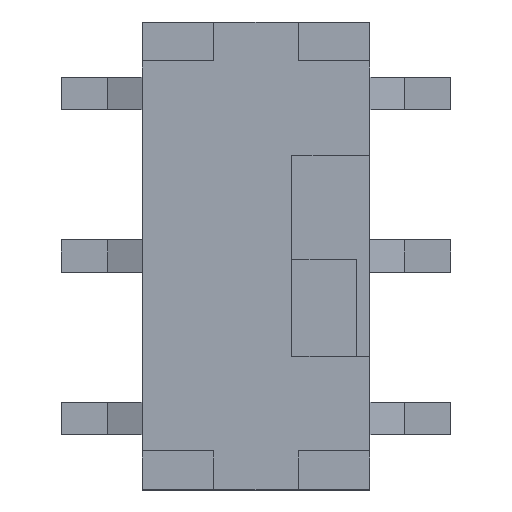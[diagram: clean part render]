
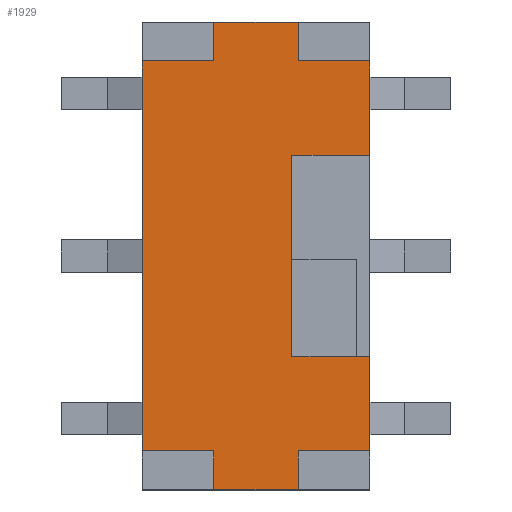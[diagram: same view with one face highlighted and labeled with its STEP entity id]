
A CAD part, top view. The second image highlights one B-rep face of the part: STEP entity #1929.
In plain terms, the highlighted planar face has unit normal (0, 0, 1).
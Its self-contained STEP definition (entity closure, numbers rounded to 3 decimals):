
#1893 = EDGE_CURVE('',#1894,#1896,#1898,.T.);
#1894 = VERTEX_POINT('',#1895);
#1895 = CARTESIAN_POINT('',(3.3,-6.1,1.5));
#1896 = VERTEX_POINT('',#1897);
#1897 = CARTESIAN_POINT('',(2.,-6.1,1.5));
#1898 = LINE('',#1899,#1900);
#1899 = CARTESIAN_POINT('',(4.4,-6.1,1.5));
#1900 = VECTOR('',#1901,1.);
#1901 = DIRECTION('',(-1.,0.,0.));
#1929 = ADVANCED_FACE('',(#1930),#2051,.T.);
#1930 = FACE_BOUND('',#1931,.T.);
#1931 = EDGE_LOOP('',(#1932,#1942,#1950,#1956,#1957,#1965,#1973,#1981,
    #1989,#1997,#2005,#2013,#2021,#2029,#2037,#2045));
#1932 = ORIENTED_EDGE('',*,*,#1933,.F.);
#1933 = EDGE_CURVE('',#1934,#1936,#1938,.T.);
#1934 = VERTEX_POINT('',#1935);
#1935 = CARTESIAN_POINT('',(0.9,-5.5,1.5));
#1936 = VERTEX_POINT('',#1937);
#1937 = CARTESIAN_POINT('',(0.9,0.5,1.5));
#1938 = LINE('',#1939,#1940);
#1939 = CARTESIAN_POINT('',(0.9,-6.1,1.5));
#1940 = VECTOR('',#1941,1.);
#1941 = DIRECTION('',(0.,1.,0.));
#1942 = ORIENTED_EDGE('',*,*,#1943,.F.);
#1943 = EDGE_CURVE('',#1944,#1934,#1946,.T.);
#1944 = VERTEX_POINT('',#1945);
#1945 = CARTESIAN_POINT('',(2.,-5.5,1.5));
#1946 = LINE('',#1947,#1948);
#1947 = CARTESIAN_POINT('',(2.,-5.5,1.5));
#1948 = VECTOR('',#1949,1.);
#1949 = DIRECTION('',(-1.,0.,0.));
#1950 = ORIENTED_EDGE('',*,*,#1951,.F.);
#1951 = EDGE_CURVE('',#1896,#1944,#1952,.T.);
#1952 = LINE('',#1953,#1954);
#1953 = CARTESIAN_POINT('',(2.,-6.1,1.5));
#1954 = VECTOR('',#1955,1.);
#1955 = DIRECTION('',(0.,1.,0.));
#1956 = ORIENTED_EDGE('',*,*,#1893,.F.);
#1957 = ORIENTED_EDGE('',*,*,#1958,.T.);
#1958 = EDGE_CURVE('',#1894,#1959,#1961,.T.);
#1959 = VERTEX_POINT('',#1960);
#1960 = CARTESIAN_POINT('',(3.3,-5.5,1.5));
#1961 = LINE('',#1962,#1963);
#1962 = CARTESIAN_POINT('',(3.3,-6.1,1.5));
#1963 = VECTOR('',#1964,1.);
#1964 = DIRECTION('',(0.,1.,0.));
#1965 = ORIENTED_EDGE('',*,*,#1966,.F.);
#1966 = EDGE_CURVE('',#1967,#1959,#1969,.T.);
#1967 = VERTEX_POINT('',#1968);
#1968 = CARTESIAN_POINT('',(4.4,-5.5,1.5));
#1969 = LINE('',#1970,#1971);
#1970 = CARTESIAN_POINT('',(4.4,-5.5,1.5));
#1971 = VECTOR('',#1972,1.);
#1972 = DIRECTION('',(-1.,0.,0.));
#1973 = ORIENTED_EDGE('',*,*,#1974,.T.);
#1974 = EDGE_CURVE('',#1967,#1975,#1977,.T.);
#1975 = VERTEX_POINT('',#1976);
#1976 = CARTESIAN_POINT('',(4.4,-4.05,1.5));
#1977 = LINE('',#1978,#1979);
#1978 = CARTESIAN_POINT('',(4.4,-6.1,1.5));
#1979 = VECTOR('',#1980,1.);
#1980 = DIRECTION('',(0.,1.,0.));
#1981 = ORIENTED_EDGE('',*,*,#1982,.T.);
#1982 = EDGE_CURVE('',#1975,#1983,#1985,.T.);
#1983 = VERTEX_POINT('',#1984);
#1984 = CARTESIAN_POINT('',(3.2,-4.05,1.5));
#1985 = LINE('',#1986,#1987);
#1986 = CARTESIAN_POINT('',(4.4,-4.05,1.5));
#1987 = VECTOR('',#1988,1.);
#1988 = DIRECTION('',(-1.,0.,0.));
#1989 = ORIENTED_EDGE('',*,*,#1990,.T.);
#1990 = EDGE_CURVE('',#1983,#1991,#1993,.T.);
#1991 = VERTEX_POINT('',#1992);
#1992 = CARTESIAN_POINT('',(3.2,-0.95,1.5));
#1993 = LINE('',#1994,#1995);
#1994 = CARTESIAN_POINT('',(3.2,-4.05,1.5));
#1995 = VECTOR('',#1996,1.);
#1996 = DIRECTION('',(0.,1.,0.));
#1997 = ORIENTED_EDGE('',*,*,#1998,.F.);
#1998 = EDGE_CURVE('',#1999,#1991,#2001,.T.);
#1999 = VERTEX_POINT('',#2000);
#2000 = CARTESIAN_POINT('',(4.4,-0.95,1.5));
#2001 = LINE('',#2002,#2003);
#2002 = CARTESIAN_POINT('',(4.4,-0.95,1.5));
#2003 = VECTOR('',#2004,1.);
#2004 = DIRECTION('',(-1.,0.,0.));
#2005 = ORIENTED_EDGE('',*,*,#2006,.T.);
#2006 = EDGE_CURVE('',#1999,#2007,#2009,.T.);
#2007 = VERTEX_POINT('',#2008);
#2008 = CARTESIAN_POINT('',(4.4,0.5,1.5));
#2009 = LINE('',#2010,#2011);
#2010 = CARTESIAN_POINT('',(4.4,-6.1,1.5));
#2011 = VECTOR('',#2012,1.);
#2012 = DIRECTION('',(0.,1.,0.));
#2013 = ORIENTED_EDGE('',*,*,#2014,.T.);
#2014 = EDGE_CURVE('',#2007,#2015,#2017,.T.);
#2015 = VERTEX_POINT('',#2016);
#2016 = CARTESIAN_POINT('',(3.3,0.5,1.5));
#2017 = LINE('',#2018,#2019);
#2018 = CARTESIAN_POINT('',(4.4,0.5,1.5));
#2019 = VECTOR('',#2020,1.);
#2020 = DIRECTION('',(-1.,0.,0.));
#2021 = ORIENTED_EDGE('',*,*,#2022,.T.);
#2022 = EDGE_CURVE('',#2015,#2023,#2025,.T.);
#2023 = VERTEX_POINT('',#2024);
#2024 = CARTESIAN_POINT('',(3.3,1.1,1.5));
#2025 = LINE('',#2026,#2027);
#2026 = CARTESIAN_POINT('',(3.3,0.5,1.5));
#2027 = VECTOR('',#2028,1.);
#2028 = DIRECTION('',(0.,1.,0.));
#2029 = ORIENTED_EDGE('',*,*,#2030,.T.);
#2030 = EDGE_CURVE('',#2023,#2031,#2033,.T.);
#2031 = VERTEX_POINT('',#2032);
#2032 = CARTESIAN_POINT('',(2.,1.1,1.5));
#2033 = LINE('',#2034,#2035);
#2034 = CARTESIAN_POINT('',(4.4,1.1,1.5));
#2035 = VECTOR('',#2036,1.);
#2036 = DIRECTION('',(-1.,0.,0.));
#2037 = ORIENTED_EDGE('',*,*,#2038,.F.);
#2038 = EDGE_CURVE('',#2039,#2031,#2041,.T.);
#2039 = VERTEX_POINT('',#2040);
#2040 = CARTESIAN_POINT('',(2.,0.5,1.5));
#2041 = LINE('',#2042,#2043);
#2042 = CARTESIAN_POINT('',(2.,0.5,1.5));
#2043 = VECTOR('',#2044,1.);
#2044 = DIRECTION('',(0.,1.,0.));
#2045 = ORIENTED_EDGE('',*,*,#2046,.T.);
#2046 = EDGE_CURVE('',#2039,#1936,#2047,.T.);
#2047 = LINE('',#2048,#2049);
#2048 = CARTESIAN_POINT('',(2.,0.5,1.5));
#2049 = VECTOR('',#2050,1.);
#2050 = DIRECTION('',(-1.,0.,0.));
#2051 = PLANE('',#2052);
#2052 = AXIS2_PLACEMENT_3D('',#2053,#2054,#2055);
#2053 = CARTESIAN_POINT('',(4.4,-6.1,1.5));
#2054 = DIRECTION('',(0.,0.,1.));
#2055 = DIRECTION('',(0.,1.,0.));
